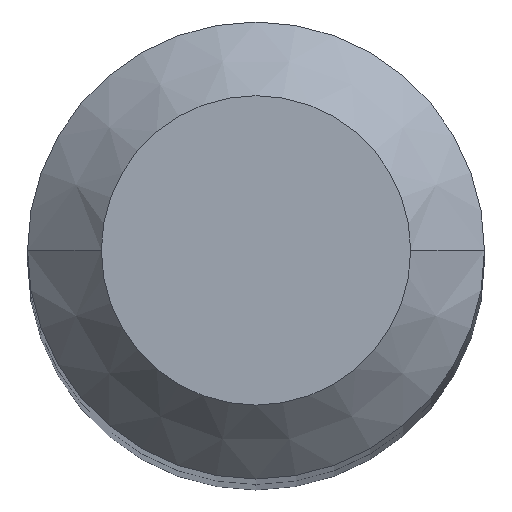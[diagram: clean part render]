
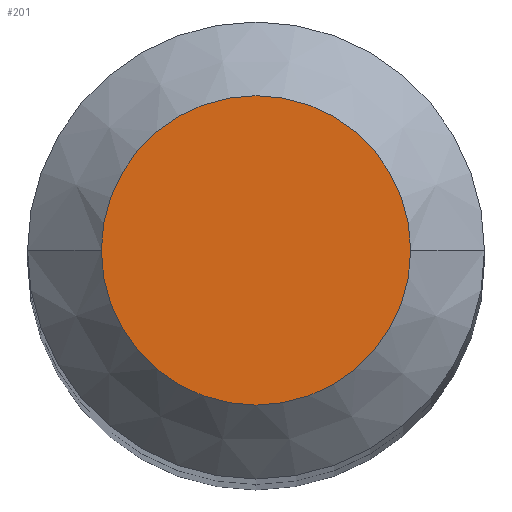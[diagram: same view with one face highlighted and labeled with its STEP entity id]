
A CAD part, top view. The second image highlights one B-rep face of the part: STEP entity #201.
In plain terms, the highlighted planar face has unit normal (0, 0, 1).
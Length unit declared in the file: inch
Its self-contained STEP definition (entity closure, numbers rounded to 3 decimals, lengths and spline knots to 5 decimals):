
#16 = DIRECTION ( 'NONE',  ( -1., 0., 0. ) ) ;
#54 = AXIS2_PLACEMENT_3D ( 'NONE', #126, #100, #16 ) ;
#61 = CARTESIAN_POINT ( 'NONE',  ( 0.0655, 0., 0. ) ) ;
#68 = PLANE ( 'NONE',  #54 ) ;
#90 = CARTESIAN_POINT ( 'NONE',  ( 0., 0., 0. ) ) ;
#91 = CIRCLE ( 'NONE', #197, 0.0655 ) ;
#100 = DIRECTION ( 'NONE',  ( 0., 0., -1. ) ) ;
#112 = CARTESIAN_POINT ( 'NONE',  ( 0., 0., 0. ) ) ;
#126 = CARTESIAN_POINT ( 'NONE',  ( 0., 0., 0. ) ) ;
#153 = EDGE_CURVE ( 'NONE', #218, #384, #388, .T. ) ;
#197 = AXIS2_PLACEMENT_3D ( 'NONE', #112, #350, #257 ) ;
#200 = DIRECTION ( 'NONE',  ( 0., 0., 1. ) ) ;
#201 = ADVANCED_FACE ( 'NONE', ( #241 ), #68, .F. ) ;
#218 = VERTEX_POINT ( 'NONE', #61 ) ;
#227 = AXIS2_PLACEMENT_3D ( 'NONE', #90, #200, #296 ) ;
#241 = FACE_OUTER_BOUND ( 'NONE', #280, .T. ) ;
#244 = ORIENTED_EDGE ( 'NONE', *, *, #371, .T. ) ;
#257 = DIRECTION ( 'NONE',  ( 1., 0., 0. ) ) ;
#279 = CARTESIAN_POINT ( 'NONE',  ( -0.0655, 0., 0. ) ) ;
#280 = EDGE_LOOP ( 'NONE', ( #244, #380 ) ) ;
#296 = DIRECTION ( 'NONE',  ( 1., 0., 0. ) ) ;
#350 = DIRECTION ( 'NONE',  ( 0., 0., 1. ) ) ;
#371 = EDGE_CURVE ( 'NONE', #384, #218, #91, .T. ) ;
#380 = ORIENTED_EDGE ( 'NONE', *, *, #153, .T. ) ;
#384 = VERTEX_POINT ( 'NONE', #279 ) ;
#388 = CIRCLE ( 'NONE', #227, 0.0655 ) ;
